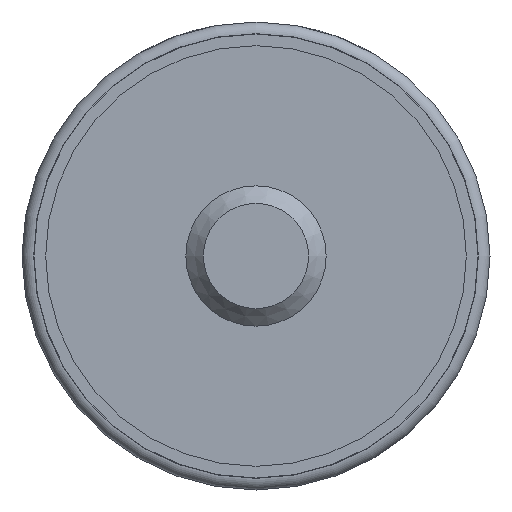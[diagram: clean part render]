
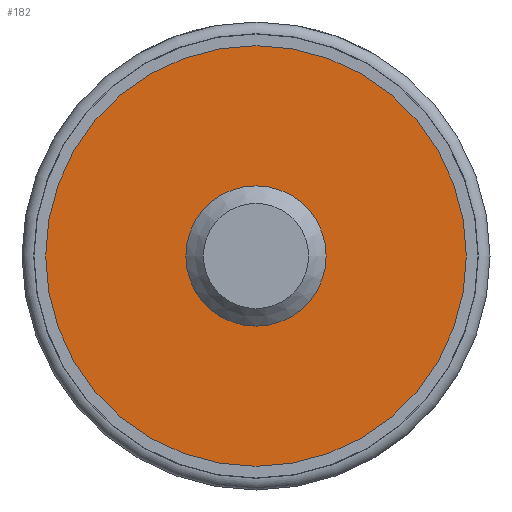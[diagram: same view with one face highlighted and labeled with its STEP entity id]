
A CAD part, front view. The second image highlights one B-rep face of the part: STEP entity #182.
In plain terms, the highlighted planar face has unit normal (0, -1, 0).
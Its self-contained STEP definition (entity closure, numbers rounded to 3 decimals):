
#17=FACE_BOUND('',#39,.T.);
#21=PLANE('',#218);
#28=FACE_OUTER_BOUND('',#38,.T.);
#38=EDGE_LOOP('',(#132));
#39=EDGE_LOOP('',(#133,#134));
#54=CIRCLE('',#210,3.);
#55=CIRCLE('',#211,3.);
#60=CIRCLE('',#219,9.);
#75=VERTEX_POINT('',#306);
#76=VERTEX_POINT('',#307);
#81=VERTEX_POINT('',#323);
#94=EDGE_CURVE('',#75,#76,#54,.T.);
#95=EDGE_CURVE('',#76,#75,#55,.T.);
#102=EDGE_CURVE('',#81,#81,#60,.T.);
#132=ORIENTED_EDGE('',*,*,#102,.F.);
#133=ORIENTED_EDGE('',*,*,#94,.T.);
#134=ORIENTED_EDGE('',*,*,#95,.T.);
#182=ADVANCED_FACE('',(#28,#17),#21,.T.);
#210=AXIS2_PLACEMENT_3D('',#308,#243,#244);
#211=AXIS2_PLACEMENT_3D('',#309,#245,#246);
#218=AXIS2_PLACEMENT_3D('',#322,#261,#262);
#219=AXIS2_PLACEMENT_3D('',#324,#263,#264);
#243=DIRECTION('center_axis',(0.,1.,0.));
#244=DIRECTION('ref_axis',(-1.,0.,0.));
#245=DIRECTION('center_axis',(0.,1.,0.));
#246=DIRECTION('ref_axis',(-1.,0.,0.));
#261=DIRECTION('center_axis',(0.,-1.,0.));
#262=DIRECTION('ref_axis',(1.,0.,0.));
#263=DIRECTION('center_axis',(0.,1.,0.));
#264=DIRECTION('ref_axis',(1.,0.,0.));
#306=CARTESIAN_POINT('',(-3.,0.,0.));
#307=CARTESIAN_POINT('',(3.,0.,0.));
#308=CARTESIAN_POINT('Origin',(0.,0.,0.));
#309=CARTESIAN_POINT('Origin',(0.,0.,0.));
#322=CARTESIAN_POINT('Origin',(0.,0.,3.));
#323=CARTESIAN_POINT('',(-9.,0.,0.));
#324=CARTESIAN_POINT('Origin',(0.,0.,0.));
